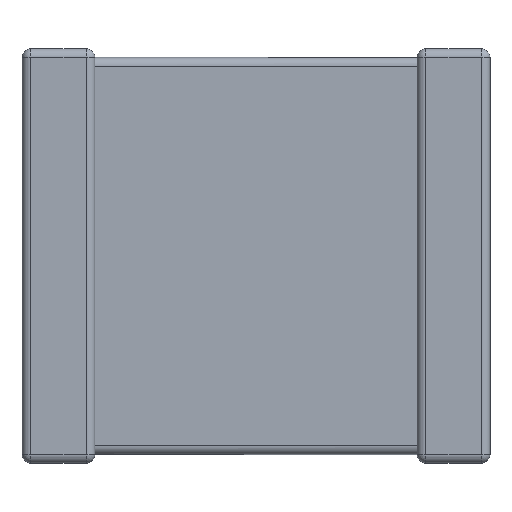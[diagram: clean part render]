
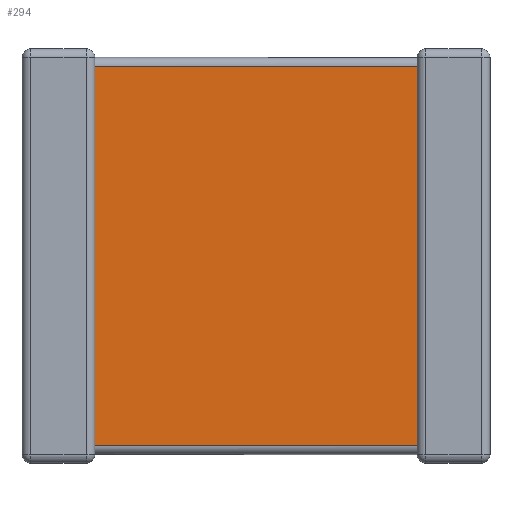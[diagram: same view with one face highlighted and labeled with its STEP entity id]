
A CAD part, front view. The second image highlights one B-rep face of the part: STEP entity #294.
In plain terms, the highlighted planar face has unit normal (0, -1, 0).
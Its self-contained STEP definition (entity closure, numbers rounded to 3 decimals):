
#50 = LINE ( 'NONE', #4385, #1467 ) ;
#257 = EDGE_CURVE ( 'NONE', #3116, #3090, #2972, .T. ) ;
#294 = ADVANCED_FACE ( 'NONE', ( #2132 ), #1678, .T. ) ;
#407 = ORIENTED_EDGE ( 'NONE', *, *, #3690, .T. ) ;
#561 = DIRECTION ( 'NONE',  ( 0., -1., 0. ) ) ;
#756 = EDGE_LOOP ( 'NONE', ( #4462, #2224, #407, #3511 ) ) ;
#757 = EDGE_CURVE ( 'NONE', #3113, #3090, #2845, .T. ) ;
#926 = DIRECTION ( 'NONE',  ( 0., 0., -1. ) ) ;
#996 = DIRECTION ( 'NONE',  ( -1., 0., 0. ) ) ;
#1096 = VERTEX_POINT ( 'NONE', #3343 ) ;
#1296 = LINE ( 'NONE', #3058, #1998 ) ;
#1467 = VECTOR ( 'NONE', #3259, 1000. ) ;
#1678 = PLANE ( 'NONE',  #2231 ) ;
#1994 = VECTOR ( 'NONE', #2394, 1000. ) ;
#1998 = VECTOR ( 'NONE', #2365, 1000. ) ;
#2132 = FACE_OUTER_BOUND ( 'NONE', #756, .T. ) ;
#2224 = ORIENTED_EDGE ( 'NONE', *, *, #3383, .T. ) ;
#2231 = AXIS2_PLACEMENT_3D ( 'NONE', #2713, #561, #926 ) ;
#2365 = DIRECTION ( 'NONE',  ( 1., 0., 0. ) ) ;
#2367 = VECTOR ( 'NONE', #996, 1000. ) ;
#2394 = DIRECTION ( 'NONE',  ( 0., 0., 1. ) ) ;
#2713 = CARTESIAN_POINT ( 'NONE',  ( 0.95, 0.112, -5.4 ) ) ;
#2845 = LINE ( 'NONE', #4185, #2367 ) ;
#2972 = LINE ( 'NONE', #3860, #1994 ) ;
#3058 = CARTESIAN_POINT ( 'NONE',  ( 5.15, 0.112, -5.175 ) ) ;
#3090 = VERTEX_POINT ( 'NONE', #4047 ) ;
#3113 = VERTEX_POINT ( 'NONE', #3682 ) ;
#3116 = VERTEX_POINT ( 'NONE', #3709 ) ;
#3259 = DIRECTION ( 'NONE',  ( 0., 0., 1. ) ) ;
#3343 = CARTESIAN_POINT ( 'NONE',  ( 5.15, 0.112, -5.175 ) ) ;
#3383 = EDGE_CURVE ( 'NONE', #3116, #1096, #1296, .T. ) ;
#3511 = ORIENTED_EDGE ( 'NONE', *, *, #757, .T. ) ;
#3682 = CARTESIAN_POINT ( 'NONE',  ( 5.15, 0.112, -0.225 ) ) ;
#3690 = EDGE_CURVE ( 'NONE', #1096, #3113, #50, .T. ) ;
#3709 = CARTESIAN_POINT ( 'NONE',  ( 0.95, 0.112, -5.175 ) ) ;
#3860 = CARTESIAN_POINT ( 'NONE',  ( 0.95, 0.112, -5.4 ) ) ;
#4047 = CARTESIAN_POINT ( 'NONE',  ( 0.95, 0.112, -0.225 ) ) ;
#4185 = CARTESIAN_POINT ( 'NONE',  ( 0.95, 0.112, -0.225 ) ) ;
#4385 = CARTESIAN_POINT ( 'NONE',  ( 5.15, 0.112, -5.4 ) ) ;
#4462 = ORIENTED_EDGE ( 'NONE', *, *, #257, .F. ) ;
